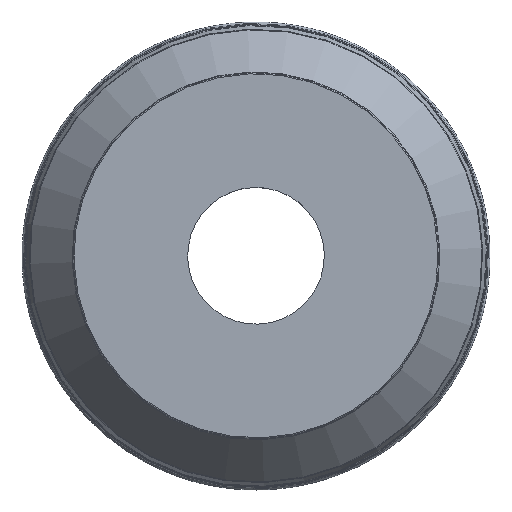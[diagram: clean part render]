
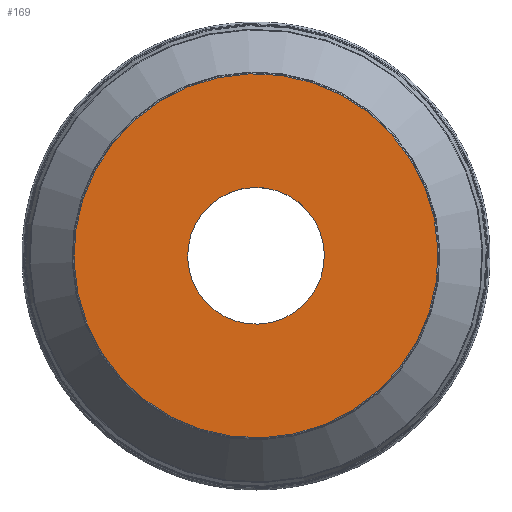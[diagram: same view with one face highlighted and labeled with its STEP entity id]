
A CAD part, top view. The second image highlights one B-rep face of the part: STEP entity #169.
In plain terms, the highlighted planar face has unit normal (0, 0, 1).
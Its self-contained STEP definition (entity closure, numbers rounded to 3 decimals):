
#130=PLANE('',#775);
#169=ADVANCED_FACE('CU_BACK_F001',(#254,#255),#130,.T.);
#254=FACE_BOUND('',#333,.T.);
#255=FACE_BOUND('',#334,.T.);
#333=EDGE_LOOP('',(#411));
#334=EDGE_LOOP('',(#412));
#411=ORIENTED_EDGE('',*,*,#491,.T.);
#412=ORIENTED_EDGE('',*,*,#482,.F.);
#442=VERTEX_POINT('',#1089);
#451=VERTEX_POINT('',#1118);
#482=EDGE_CURVE('',#442,#442,#521,.T.);
#491=EDGE_CURVE('',#451,#451,#530,.T.);
#521=CIRCLE('',#749,31.758);
#530=CIRCLE('',#769,84.6);
#749=AXIS2_PLACEMENT_3D('',#1088,#914,#915);
#769=AXIS2_PLACEMENT_3D('',#1117,#954,#955);
#775=AXIS2_PLACEMENT_3D('',#1124,#966,#967);
#914=DIRECTION('',(0.,0.,1.));
#915=DIRECTION('',(0.978,0.208,0.));
#954=DIRECTION('',(0.,0.,1.));
#955=DIRECTION('',(0.978,0.208,0.));
#966=DIRECTION('',(0.,0.,1.));
#967=DIRECTION('',(0.978,0.208,0.));
#1088=CARTESIAN_POINT('',(0.,0.,0.));
#1089=CARTESIAN_POINT('',(31.064,6.603,0.));
#1117=CARTESIAN_POINT('',(0.,0.,0.));
#1118=CARTESIAN_POINT('',(82.751,17.589,0.));
#1124=CARTESIAN_POINT('',(-34.758,0.,0.));
